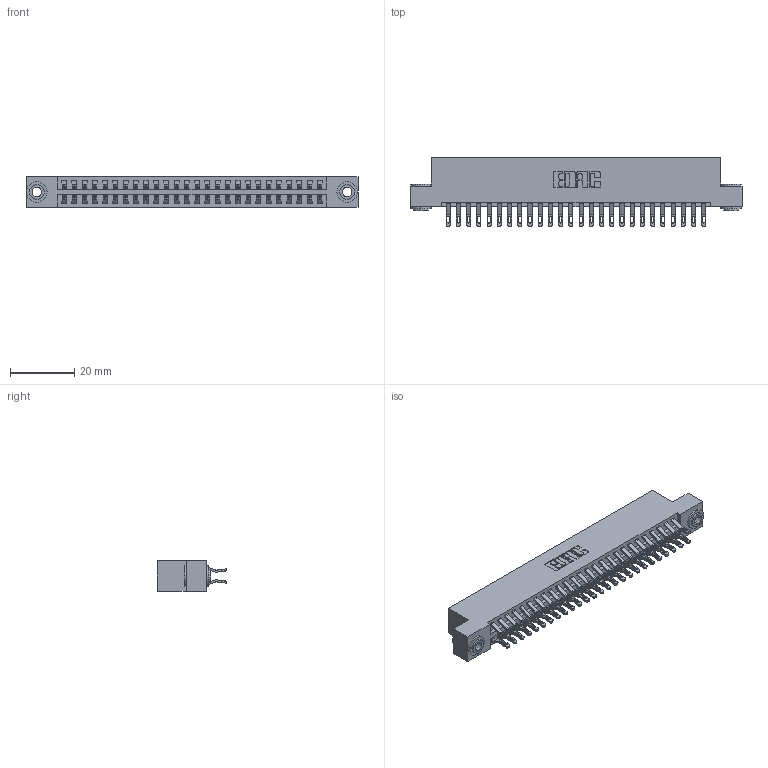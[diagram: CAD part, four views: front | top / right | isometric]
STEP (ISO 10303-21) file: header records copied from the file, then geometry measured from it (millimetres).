
FILE_DESCRIPTION (( 'STEP AP203' ), '1' );
FILE_NAME ('346-052-555-203.STEP', '2022-05-21T01:34:39', ( '' ), ( '' ), 'SwSTEP 2.0', 'SolidWorks 2020', '' );
FILE_SCHEMA (( 'CONFIG_CONTROL_DESIGN' ));
Length unit declared in the file: inch
Products named in the file (4): 345-292-001_555 Tail; 346-052-555-203; 345-250-002_345-250-002-102; 346 Part_Flush Mounting Lugs - 0.156 Dia-TH
Assembly tree (55 placements, depth 2):
  346-052-555-203
    346 Part_Flush Mounting Lugs - 0.156 Dia-TH
    345-292-001_555 Tail  x52
    345-250-002_345-250-002-102  x2
Bounding box: 103.12 x 21.46 x 9.4 mm (x, y, z)
Volume: 10083.7 mm3; surface area: 14395.7 mm2
Topology: 55 solids, 55 shells, 3190 faces, 9957 edges, 6634 vertices
Faces by surface type: plane 1816, cylinder 1366, cone 8
Entity records: 20514 total; most frequent: CARTESIAN_POINT 3419, ORIENTED_EDGE 3314, DIRECTION 3063, EDGE_CURVE 1657, VECTOR 1377, LINE 1377, VERTEX_POINT 1102, AXIS2_PLACEMENT_3D 843
